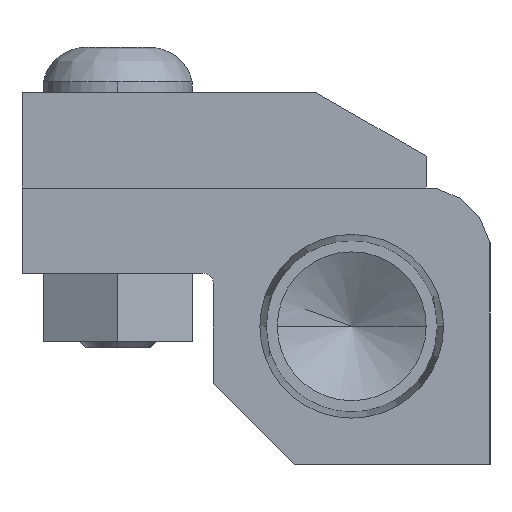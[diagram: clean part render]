
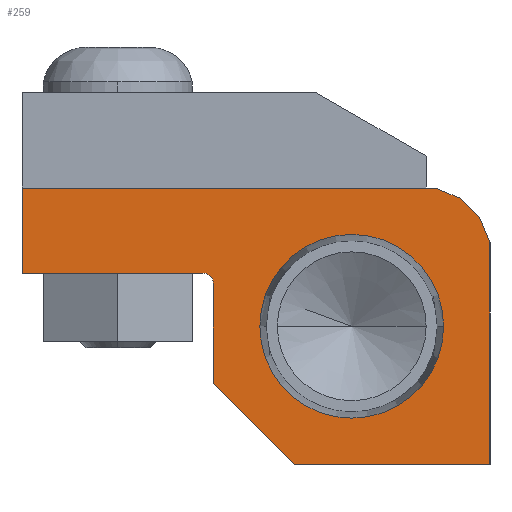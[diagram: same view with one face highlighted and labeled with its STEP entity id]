
A CAD part, left-side view. The second image highlights one B-rep face of the part: STEP entity #259.
In plain terms, the highlighted planar face has unit normal (-1, 0, 0).
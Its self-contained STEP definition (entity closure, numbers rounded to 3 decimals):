
#259=ADVANCED_FACE('',(#544,#545),#546,.T.);
#544=FACE_OUTER_BOUND('',#1783,.T.);
#545=FACE_BOUND('',#1784,.T.);
#546=PLANE('',#1785);
#1783=EDGE_LOOP('',(#2583,#2584,#2585,#2586,#2587,#2588,#2589,#2590,#2591,#2592,#2593,#2594));
#1784=EDGE_LOOP('',(#2595,#2596));
#1785=AXIS2_PLACEMENT_3D('',#2597,#2598,#2599);
#2583=ORIENTED_EDGE('',*,*,#2894,.F.);
#2584=ORIENTED_EDGE('',*,*,#2924,.F.);
#2585=ORIENTED_EDGE('',*,*,#2921,.F.);
#2586=ORIENTED_EDGE('',*,*,#2918,.F.);
#2587=ORIENTED_EDGE('',*,*,#2915,.F.);
#2588=ORIENTED_EDGE('',*,*,#2912,.F.);
#2589=ORIENTED_EDGE('',*,*,#2909,.F.);
#2590=ORIENTED_EDGE('',*,*,#2906,.F.);
#2591=ORIENTED_EDGE('',*,*,#2903,.F.);
#2592=ORIENTED_EDGE('',*,*,#2854,.F.);
#2593=ORIENTED_EDGE('',*,*,#2902,.F.);
#2594=ORIENTED_EDGE('',*,*,#2898,.F.);
#2595=ORIENTED_EDGE('',*,*,#2887,.T.);
#2596=ORIENTED_EDGE('',*,*,#2870,.T.);
#2597=CARTESIAN_POINT('',(1448.568,45.665,-8.193));
#2598=DIRECTION('',(-1.0,0.0,0.0));
#2599=DIRECTION('',(0.0,0.0,1.0));
#2854=EDGE_CURVE('',#3321,#3324,#3325,.T.);
#2870=EDGE_CURVE('',#3356,#3353,#3357,.T.);
#2887=EDGE_CURVE('',#3353,#3356,#3381,.T.);
#2894=EDGE_CURVE('',#3388,#3389,#3390,.T.);
#2898=EDGE_CURVE('',#3389,#3396,#3397,.T.);
#2902=EDGE_CURVE('',#3396,#3321,#3402,.T.);
#2903=EDGE_CURVE('',#3324,#3403,#3404,.T.);
#2906=EDGE_CURVE('',#3403,#3408,#3409,.T.);
#2909=EDGE_CURVE('',#3408,#3413,#3414,.T.);
#2912=EDGE_CURVE('',#3413,#3418,#3419,.T.);
#2915=EDGE_CURVE('',#3418,#3423,#3424,.T.);
#2918=EDGE_CURVE('',#3423,#3428,#3429,.T.);
#2921=EDGE_CURVE('',#3428,#3433,#3434,.T.);
#2924=EDGE_CURVE('',#3433,#3388,#3438,.T.);
#3321=VERTEX_POINT('',#4058);
#3324=VERTEX_POINT('',#4062);
#3325=CIRCLE('',#4063,0.787);
#3353=VERTEX_POINT('',#4098);
#3356=VERTEX_POINT('',#4102);
#3357=CIRCLE('',#4103,6.858);
#3381=CIRCLE('',#4133,6.858);
#3388=VERTEX_POINT('',#4140);
#3389=VERTEX_POINT('',#4141);
#3390=LINE('',#4142,#4143);
#3396=VERTEX_POINT('',#4152);
#3397=LINE('',#4153,#4154);
#3402=CIRCLE('',#4161,0.787);
#3403=VERTEX_POINT('',#4162);
#3404=LINE('',#4163,#4164);
#3408=VERTEX_POINT('',#4170);
#3409=LINE('',#4171,#4172);
#3413=VERTEX_POINT('',#4178);
#3414=LINE('',#4179,#4180);
#3418=VERTEX_POINT('',#4186);
#3419=LINE('',#4187,#4188);
#3423=VERTEX_POINT('',#4194);
#3424=LINE('',#4195,#4196);
#3428=VERTEX_POINT('',#4202);
#3429=LINE('',#4203,#4204);
#3433=VERTEX_POINT('',#4210);
#3434=LINE('',#4211,#4212);
#3438=LINE('',#4218,#4219);
#4058=CARTESIAN_POINT('',(1448.568,50.837,-6.576));
#4062=CARTESIAN_POINT('',(1448.568,51.394,-6.345));
#4063=AXIS2_PLACEMENT_3D('',#4577,#4578,#4579);
#4098=CARTESIAN_POINT('',(1448.568,47.146,-10.319));
#4102=CARTESIAN_POINT('',(1448.568,33.43,-10.319));
#4103=AXIS2_PLACEMENT_3D('',#4609,#4610,#4611);
#4133=AXIS2_PLACEMENT_3D('',#4647,#4648,#4649);
#4140=CARTESIAN_POINT('',(1448.568,44.56,-20.638));
#4141=CARTESIAN_POINT('',(1448.568,50.607,-14.591));
#4142=CARTESIAN_POINT('',(1448.568,44.56,-20.638));
#4143=VECTOR('',#4668,8.551);
#4152=CARTESIAN_POINT('',(1448.568,50.607,-7.132));
#4153=CARTESIAN_POINT('',(1448.568,50.607,-14.591));
#4154=VECTOR('',#4672,7.459);
#4161=AXIS2_PLACEMENT_3D('',#4678,#4679,#4680);
#4162=CARTESIAN_POINT('',(1448.568,64.894,-6.345));
#4163=CARTESIAN_POINT('',(1448.568,51.394,-6.345));
#4164=VECTOR('',#4681,13.5);
#4170=CARTESIAN_POINT('',(1448.568,64.894,0.));
#4171=CARTESIAN_POINT('',(1448.568,64.894,-6.345));
#4172=VECTOR('',#4684,6.345);
#4178=CARTESIAN_POINT('',(1448.568,34.043,0.));
#4179=CARTESIAN_POINT('',(1448.568,64.894,0.));
#4180=VECTOR('',#4687,30.851);
#4186=CARTESIAN_POINT('',(1448.568,32.184,-0.77));
#4187=CARTESIAN_POINT('',(1448.568,34.043,0.));
#4188=VECTOR('',#4690,2.013);
#4194=CARTESIAN_POINT('',(1448.568,30.747,-2.207));
#4195=CARTESIAN_POINT('',(1448.568,32.184,-0.77));
#4196=VECTOR('',#4693,2.032);
#4202=CARTESIAN_POINT('',(1448.568,29.969,-4.084));
#4203=CARTESIAN_POINT('',(1448.568,30.747,-2.207));
#4204=VECTOR('',#4696,2.032);
#4210=CARTESIAN_POINT('',(1448.568,29.969,-20.638));
#4211=CARTESIAN_POINT('',(1448.568,29.969,-4.084));
#4212=VECTOR('',#4699,16.553);
#4218=CARTESIAN_POINT('',(1448.568,29.969,-20.638));
#4219=VECTOR('',#4702,14.591);
#4577=CARTESIAN_POINT('',(1448.568,51.394,-7.132));
#4578=DIRECTION('',(-1.0,0.,0.));
#4579=DIRECTION('',(0.,-0.707,0.707));
#4609=CARTESIAN_POINT('',(1448.568,40.288,-10.319));
#4610=DIRECTION('',(1.0,0.0,0.0));
#4611=DIRECTION('',(0.0,1.0,0.0));
#4647=CARTESIAN_POINT('',(1448.568,40.288,-10.319));
#4648=DIRECTION('',(1.0,0.0,0.0));
#4649=DIRECTION('',(0.0,1.0,0.0));
#4668=DIRECTION('',(0.0,0.707,0.707));
#4672=DIRECTION('',(0.0,0.0,1.0));
#4678=CARTESIAN_POINT('',(1448.568,51.394,-7.132));
#4679=DIRECTION('',(-1.0,0.,0.));
#4680=DIRECTION('',(0.,-0.707,0.707));
#4681=DIRECTION('',(0.0,1.0,0.0));
#4684=DIRECTION('',(0.0,0.0,1.0));
#4687=DIRECTION('',(0.0,-1.0,0.0));
#4690=DIRECTION('',(0.0,-0.924,-0.383));
#4693=DIRECTION('',(0.0,-0.707,-0.707));
#4696=DIRECTION('',(0.0,-0.383,-0.924));
#4699=DIRECTION('',(0.0,0.0,-1.0));
#4702=DIRECTION('',(0.0,1.0,0.0));
